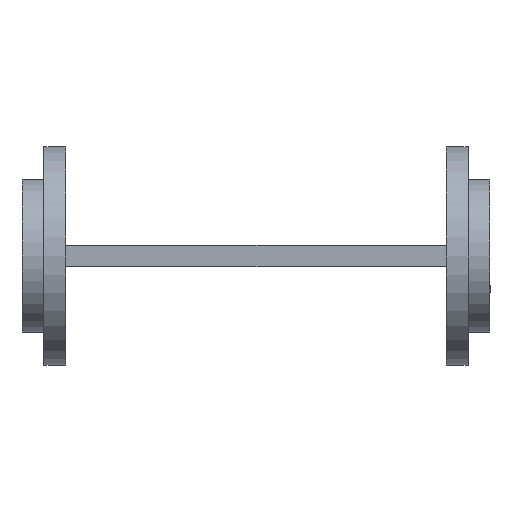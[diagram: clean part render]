
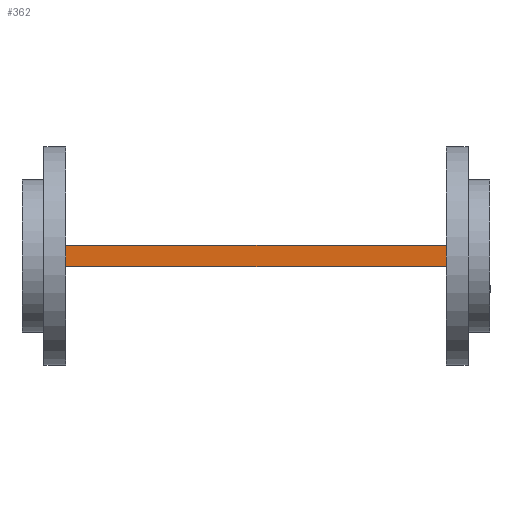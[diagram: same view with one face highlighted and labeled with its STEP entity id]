
A CAD part, left-side view. The second image highlights one B-rep face of the part: STEP entity #362.
In plain terms, the highlighted planar face has unit normal (-1, 0, 0).
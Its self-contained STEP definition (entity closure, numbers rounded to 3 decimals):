
#49 = CARTESIAN_POINT ( 'NONE',  ( -35., 43.5, -2.5 ) ) ;
#225 = DIRECTION ( 'NONE',  ( 0., 0., 1. ) ) ;
#239 = FACE_OUTER_BOUND ( 'NONE', #1482, .T. ) ;
#296 = CARTESIAN_POINT ( 'NONE',  ( -35., -43.5, -2.5 ) ) ;
#362 = ADVANCED_FACE ( 'NONE', ( #239 ), #1091, .T. ) ;
#390 = AXIS2_PLACEMENT_3D ( 'NONE', #49, #1763, #2392 ) ;
#425 = LINE ( 'NONE', #1235, #708 ) ;
#636 = EDGE_CURVE ( 'NONE', #1620, #1395, #425, .T. ) ;
#663 = LINE ( 'NONE', #904, #1520 ) ;
#708 = VECTOR ( 'NONE', #225, 1000. ) ;
#709 = VECTOR ( 'NONE', #737, 1000. ) ;
#737 = DIRECTION ( 'NONE',  ( 0., 0., 1. ) ) ;
#904 = CARTESIAN_POINT ( 'NONE',  ( -35., 43.5, -2.5 ) ) ;
#958 = CARTESIAN_POINT ( 'NONE',  ( -35., 43.5, 2.5 ) ) ;
#972 = VECTOR ( 'NONE', #1204, 1000. ) ;
#1091 = PLANE ( 'NONE',  #390 ) ;
#1123 = CARTESIAN_POINT ( 'NONE',  ( -35., 43.5, 2.5 ) ) ;
#1204 = DIRECTION ( 'NONE',  ( 0., -1., 0. ) ) ;
#1235 = CARTESIAN_POINT ( 'NONE',  ( -35., 43.5, -2.5 ) ) ;
#1250 = EDGE_CURVE ( 'NONE', #1270, #1829, #2670, .T. ) ;
#1270 = VERTEX_POINT ( 'NONE', #1805 ) ;
#1354 = CARTESIAN_POINT ( 'NONE',  ( -35., 43.5, -2.5 ) ) ;
#1395 = VERTEX_POINT ( 'NONE', #1123 ) ;
#1468 = ORIENTED_EDGE ( 'NONE', *, *, #636, .F. ) ;
#1482 = EDGE_LOOP ( 'NONE', ( #2299, #1468, #2511, #2612 ) ) ;
#1520 = VECTOR ( 'NONE', #1943, 1000. ) ;
#1620 = VERTEX_POINT ( 'NONE', #1354 ) ;
#1711 = EDGE_CURVE ( 'NONE', #1395, #1829, #1800, .T. ) ;
#1763 = DIRECTION ( 'NONE',  ( -1., 0., 0. ) ) ;
#1800 = LINE ( 'NONE', #958, #972 ) ;
#1805 = CARTESIAN_POINT ( 'NONE',  ( -35., -43.5, -2.5 ) ) ;
#1829 = VERTEX_POINT ( 'NONE', #2709 ) ;
#1943 = DIRECTION ( 'NONE',  ( 0., -1., 0. ) ) ;
#2158 = EDGE_CURVE ( 'NONE', #1620, #1270, #663, .T. ) ;
#2299 = ORIENTED_EDGE ( 'NONE', *, *, #1711, .F. ) ;
#2392 = DIRECTION ( 'NONE',  ( 0., -1., 0. ) ) ;
#2511 = ORIENTED_EDGE ( 'NONE', *, *, #2158, .T. ) ;
#2612 = ORIENTED_EDGE ( 'NONE', *, *, #1250, .T. ) ;
#2670 = LINE ( 'NONE', #296, #709 ) ;
#2709 = CARTESIAN_POINT ( 'NONE',  ( -35., -43.5, 2.5 ) ) ;
